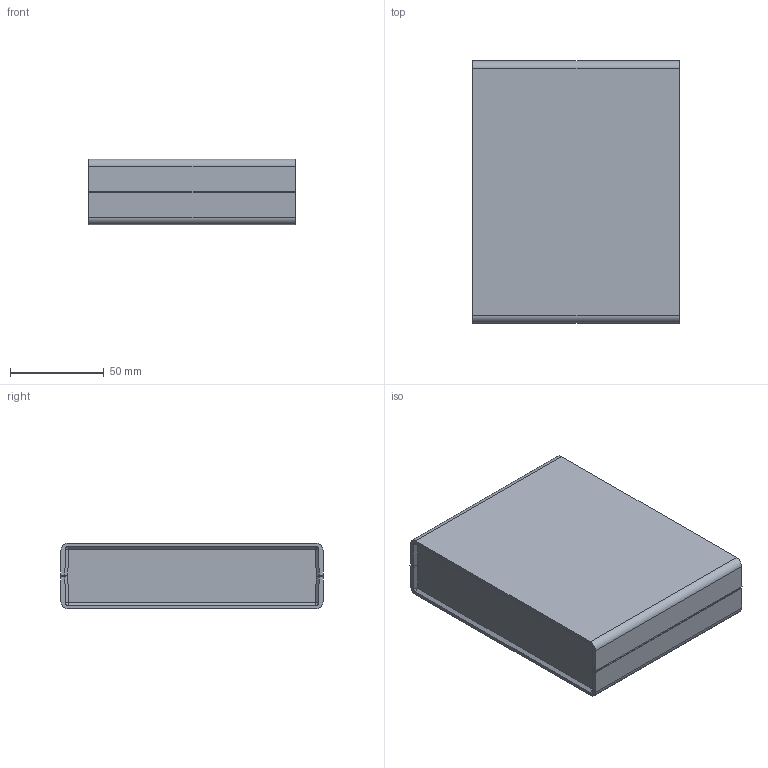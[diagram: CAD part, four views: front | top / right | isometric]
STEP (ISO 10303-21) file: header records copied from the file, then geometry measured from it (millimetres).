
FILE_DESCRIPTION (( 'STEP AP214' ), '1' );
FILE_NAME ('G738.STEP', '2010-12-31T06:10:32', ( 'NEF User' ), ( 'NEF User' ), 'SwSTEP 2.0', 'SolidWorks 2010', '' );
FILE_SCHEMA (( 'AUTOMOTIVE_DESIGN' ));
Length unit declared in the file: millimetre
Products named in the file (4): G738-COVER; G738-BASE; G738-側板; G738
Assembly tree (4 placements, depth 2):
  G738
    G738-BASE
    G738-側板  x2
    G738-COVER
Bounding box: 110 x 140.02 x 35 mm (x, y, z)
Volume: 107288.2 mm3; surface area: 100457.9 mm2
Topology: 4 solids, 4 shells, 334 faces, 896 edges, 578 vertices
Faces by surface type: plane 238, cylinder 64, cone 32
Entity records: 10382 total; most frequent: CARTESIAN_POINT 1973, ORIENTED_EDGE 1752, DIRECTION 1672, EDGE_CURVE 876, VECTOR 650, LINE 650, VERTEX_POINT 570, AXIS2_PLACEMENT_3D 511
